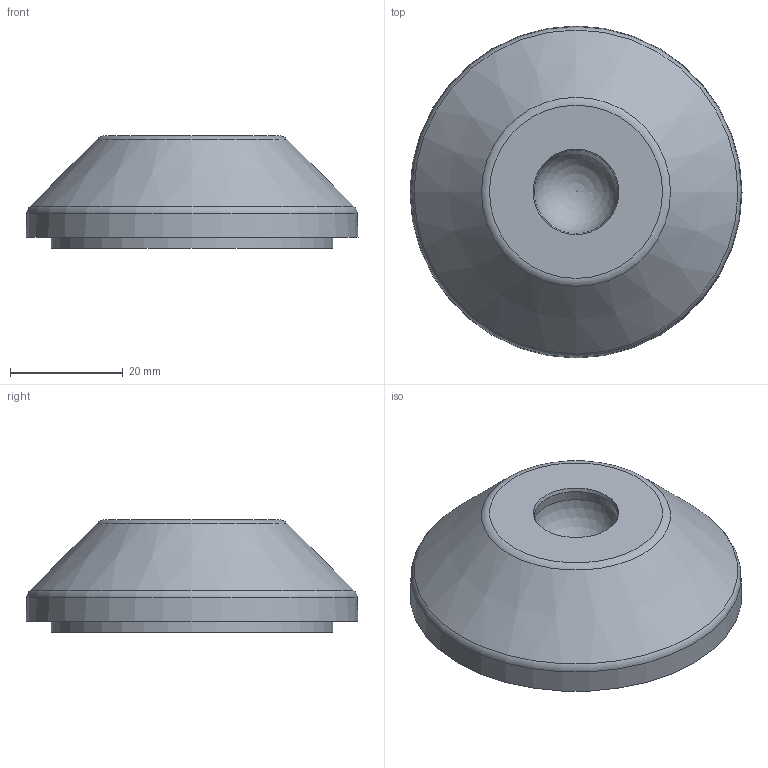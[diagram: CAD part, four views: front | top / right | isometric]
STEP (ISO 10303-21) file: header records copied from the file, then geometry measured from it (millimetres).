
FILE_DESCRIPTION(/* description */ ('Trapezteller 60 mit Anti-Slip-Platte'),/* implementation_level */ '2;1');
FILE_NAME(/* name */ '203600201 Trapezteller 60 mit Anti-Slip-Platte.stp',/* time_stamp */ '2020-08-19T16:20:33+02:00',/* author */ ('wheldmann'),/* organization */ (''),/* preprocessor_version */ 'ST-DEVELOPER v17.2',/* originating_system */ 'Autodesk Inventor 2019',/* authorisation */ ' ');
FILE_SCHEMA (('AUTOMOTIVE_DESIGN { 1 0 10303 214 3 1 1 }'));
Length unit declared in the file: millimetre
Products named in the file (1): 203600201
Bounding box: 59 x 59 x 20 mm (x, y, z)
Volume: 37764.2 mm3; surface area: 7709.4 mm2
Topology: 1 solids, 1 shells, 11 faces, 29 edges, 21 vertices
Faces by surface type: cone 4, plane 3, torus 2, cylinder 1, sphere 1
Full cylindrical faces by diameter (mm): 50 x1
Entity records: 412 total; most frequent: DIRECTION 75, CARTESIAN_POINT 61, ORIENTED_EDGE 56, AXIS2_PLACEMENT_3D 35, EDGE_CURVE 28, CIRCLE 23, VERTEX_POINT 21, EDGE_LOOP 13
